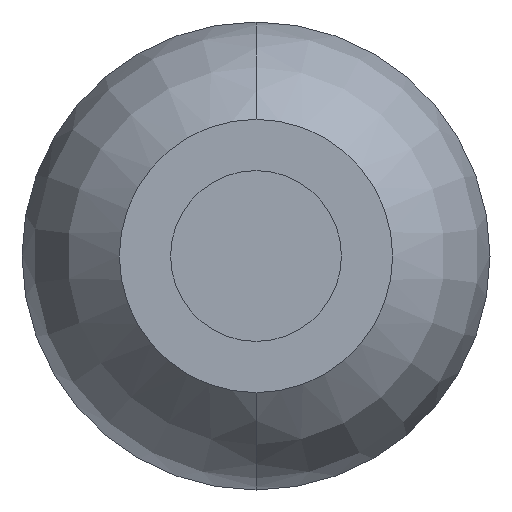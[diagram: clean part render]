
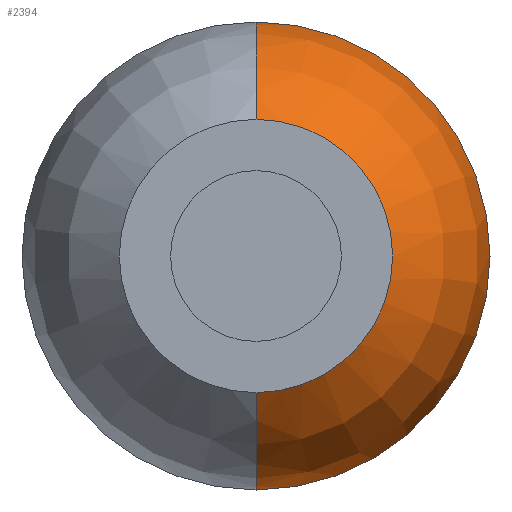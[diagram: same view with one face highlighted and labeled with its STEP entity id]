
A CAD part, front view. The second image highlights one B-rep face of the part: STEP entity #2394.
In plain terms, the highlighted toroidal (fillet/blend) face has major radius 0.035 mm and minor radius 0.65 mm.
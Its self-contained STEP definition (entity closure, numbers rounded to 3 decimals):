
#47 = EDGE_CURVE ( 'Defeature ausgef�hrt1_1+Defeature ausgef�hrt1_11+Defeature ausgef�hrt1_11+Defeature ausgef�hrt1_11', #318, #3115, #1346, .T. ) ;
#143 = DIRECTION ( 'NONE',  ( 0., 1., 0. ) ) ;
#225 = CARTESIAN_POINT ( 'NONE',  ( 0., -24.48, -0.685 ) ) ;
#312 = CARTESIAN_POINT ( 'NONE',  ( 0., -24.48, 0.035 ) ) ;
#318 = VERTEX_POINT ( 'NONE', #661 ) ;
#382 = CARTESIAN_POINT ( 'NONE',  ( 0., -24.48, -0.035 ) ) ;
#623 = TOROIDAL_SURFACE ( 'NONE', #2274, 0.035, 0.65 ) ;
#661 = CARTESIAN_POINT ( 'NONE',  ( 0., -25.018, 0.4 ) ) ;
#723 = ORIENTED_EDGE ( 'NONE', *, *, #2180, .F. ) ;
#762 = EDGE_CURVE ( 'Defeature ausgef�hrt1_2+Defeature ausgef�hrt1_1+Defeature ausgef�hrt1_1+Defeature ausgef�hrt1_1', #3208, #2714, #1815, .T. ) ;
#961 = CIRCLE ( 'NONE', #2806, 0.65 ) ;
#1063 = DIRECTION ( 'NONE',  ( 0., 0., 1. ) ) ;
#1210 = DIRECTION ( 'NONE',  ( 0., 0., -1. ) ) ;
#1284 = CARTESIAN_POINT ( 'NONE',  ( 0., -25.018, -0.4 ) ) ;
#1346 = CIRCLE ( 'NONE', #3157, 0.4 ) ;
#1358 = DIRECTION ( 'NONE',  ( -1., 0., 0. ) ) ;
#1815 = CIRCLE ( 'NONE', #2781, 0.685 ) ;
#1830 = FACE_OUTER_BOUND ( 'NONE', #3043, .T. ) ;
#1836 = DIRECTION ( 'NONE',  ( 0., 1., 0. ) ) ;
#1884 = EDGE_CURVE ( 'NONE', #3115, #2714, #2695, .T. ) ;
#2040 = ORIENTED_EDGE ( 'NONE', *, *, #47, .T. ) ;
#2170 = DIRECTION ( 'NONE',  ( 0., 1., 0. ) ) ;
#2180 = EDGE_CURVE ( 'NONE', #318, #3208, #961, .T. ) ;
#2206 = CARTESIAN_POINT ( 'NONE',  ( 0., -25.018, 0. ) ) ;
#2218 = DIRECTION ( 'NONE',  ( 0., 0., 1. ) ) ;
#2274 = AXIS2_PLACEMENT_3D ( 'NONE', #3197, #2170, #2425 ) ;
#2360 = ORIENTED_EDGE ( 'NONE', *, *, #762, .F. ) ;
#2382 = CARTESIAN_POINT ( 'NONE',  ( 0., -24.48, 0.685 ) ) ;
#2394 = ADVANCED_FACE ( 'Defeature ausgef�hrt1_1', ( #1830 ), #623, .T. ) ;
#2400 = AXIS2_PLACEMENT_3D ( 'NONE', #382, #2757, #1210 ) ;
#2425 = DIRECTION ( 'NONE',  ( 0., 0., 1. ) ) ;
#2695 = CIRCLE ( 'NONE', #2400, 0.65 ) ;
#2714 = VERTEX_POINT ( 'NONE', #225 ) ;
#2757 = DIRECTION ( 'NONE',  ( 1., 0., 0. ) ) ;
#2781 = AXIS2_PLACEMENT_3D ( 'NONE', #3155, #1836, #1063 ) ;
#2806 = AXIS2_PLACEMENT_3D ( 'NONE', #312, #1358, #3166 ) ;
#3043 = EDGE_LOOP ( 'NONE', ( #2040, #3355, #2360, #723 ) ) ;
#3115 = VERTEX_POINT ( 'NONE', #1284 ) ;
#3155 = CARTESIAN_POINT ( 'NONE',  ( 0., -24.48, 0. ) ) ;
#3157 = AXIS2_PLACEMENT_3D ( 'NONE', #2206, #143, #2218 ) ;
#3166 = DIRECTION ( 'NONE',  ( 0., 0., 1. ) ) ;
#3197 = CARTESIAN_POINT ( 'NONE',  ( 0., -24.48, 0. ) ) ;
#3208 = VERTEX_POINT ( 'NONE', #2382 ) ;
#3355 = ORIENTED_EDGE ( 'NONE', *, *, #1884, .T. ) ;
